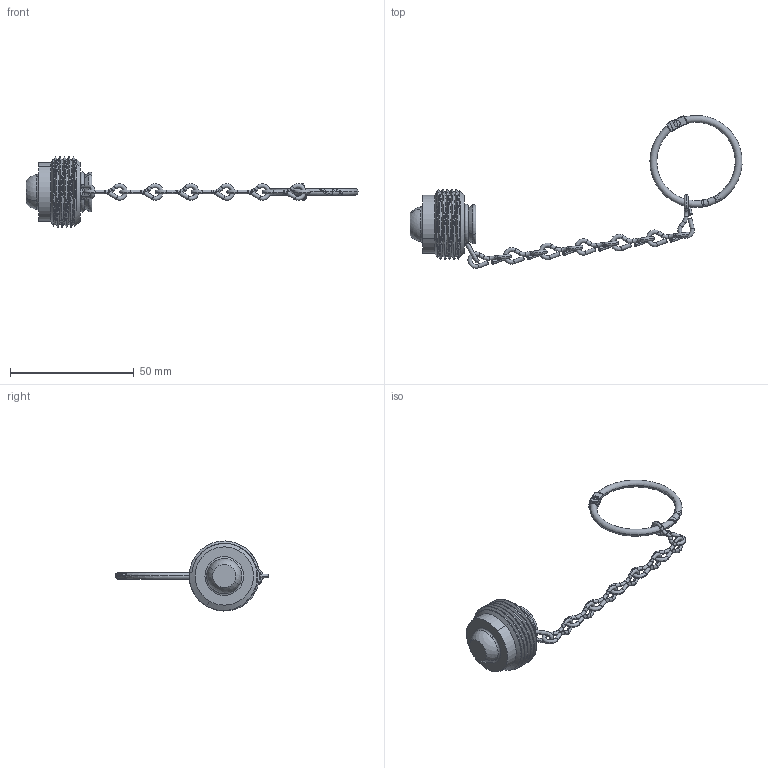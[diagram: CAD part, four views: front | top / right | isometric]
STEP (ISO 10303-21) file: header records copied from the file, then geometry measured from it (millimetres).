
FILE_DESCRIPTION (( 'STEP AP203' ), '1' );
FILE_NAME ('PLU-702BR-R.STEP', '2025-08-22T18:12:10', ( '' ), ( '' ), 'SwSTEP 2.0', 'SolidWorks 2018', '' );
FILE_SCHEMA (( 'CONFIG_CONTROL_DESIGN' ));
Length unit declared in the file: inch
Products named in the file (8): ASY-000211_One Link Bent; PRT-001875; PRT-002255_SMALL PIN; PRT-002239_STAINLESS; ASY-000291; PLU-702BR-R; PRT-002245_RING-1.187D HALF; PRT-004033
Assembly tree (14 placements, depth 3):
  PLU-702BR-R
    PRT-001875
    PRT-004033
    ASY-000291
      PRT-002245_RING-1.187D HALF  x2
      PRT-002255_SMALL PIN
    ASY-000211_One Link Bent
      PRT-002239_STAINLESS  x7
Bounding box: 134.41 x 61.94 x 28.38 mm (x, y, z)
Volume: 10510 mm3; surface area: 6510.4 mm2
Topology: 12 solids, 12 shells, 319 faces, 751 edges, 439 vertices
Faces by surface type: cylinder 114, torus 68, plane 60, bspline 49, sphere 18, cone 10
Entity records: 9721 total; most frequent: CARTESIAN_POINT 5403, ORIENTED_EDGE 708, DIRECTION 679, EDGE_CURVE 354, AXIS2_PLACEMENT_3D 289, VERTEX_POINT 218, EDGE_LOOP 158, ADVANCED_FACE 151
